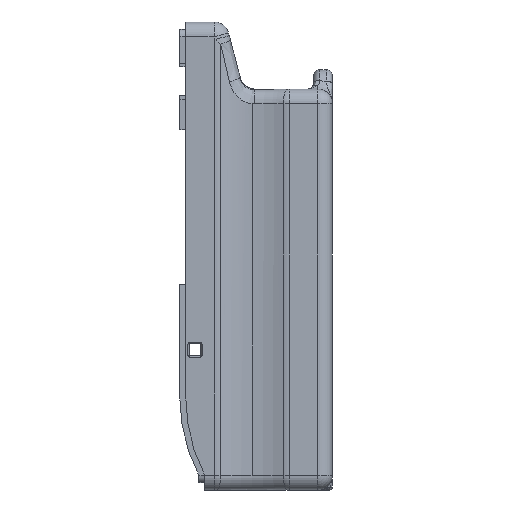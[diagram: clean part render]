
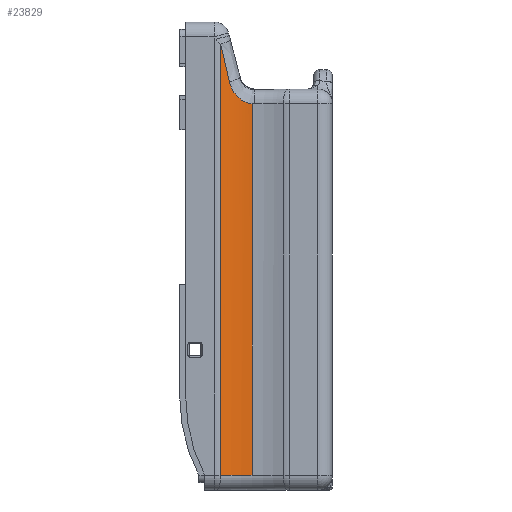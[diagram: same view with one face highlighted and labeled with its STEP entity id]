
A CAD part, left-side view. The second image highlights one B-rep face of the part: STEP entity #23829.
In plain terms, the highlighted cylindrical face has radius 16.591 mm (diameter 33.183 mm), a partial arc.
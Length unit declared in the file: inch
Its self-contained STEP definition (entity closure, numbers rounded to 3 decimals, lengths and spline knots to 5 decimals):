
#26 = DIRECTION ( 'NONE',  ( 0., 0., 1. ) ) ;
#274 = ORIENTED_EDGE ( 'NONE', *, *, #2554, .T. ) ;
#2554 = EDGE_CURVE ( 'NONE', #13698, #17657, #7836, .T. ) ;
#2752 = CARTESIAN_POINT ( 'NONE',  ( -0.82795, -0.12794, 2.61476 ) ) ;
#2891 = CARTESIAN_POINT ( 'NONE',  ( -0.81, -0.27059, 2.46755 ) ) ;
#3139 = DIRECTION ( 'NONE',  ( 0., 1., 0. ) ) ;
#3613 = CARTESIAN_POINT ( 'NONE',  ( -0.83262, -0.10843, 2.7001 ) ) ;
#4736 = CARTESIAN_POINT ( 'NONE',  ( -0.8156, -0.19432, 2.5031 ) ) ;
#5124 = EDGE_CURVE ( 'NONE', #15180, #23869, #9775, .T. ) ;
#5725 = CARTESIAN_POINT ( 'NONE',  ( -0.83818, -0.08915, 2.7844 ) ) ;
#7175 = ORIENTED_EDGE ( 'NONE', *, *, #5124, .T. ) ;
#7477 = EDGE_LOOP ( 'NONE', ( #7175, #25079, #274, #20582, #8403 ) ) ;
#7836 = B_SPLINE_CURVE_WITH_KNOTS ( 'NONE', 3,
 ( #13151, #2891, #14744, #15269, #22803, #12895, #21226, #4736, #11041, #18982, #23201, #25050, #16869, #15015, #24909, #2752 ),
 .UNSPECIFIED., .F., .F.,
 ( 4, 2, 2, 2, 2, 2, 2, 4 ),
 ( 0.0004, 0.00111, 0.00183, 0.00255, 0.00327, 0.00399, 0.00471, 0.00615 ),
 .UNSPECIFIED. ) ;
#8215 = VERTEX_POINT ( 'NONE', #16585 ) ;
#8403 = ORIENTED_EDGE ( 'NONE', *, *, #19327, .F. ) ;
#9142 = CARTESIAN_POINT ( 'NONE',  ( -0.81, -0.28, -0.126 ) ) ;
#9679 = CARTESIAN_POINT ( 'NONE',  ( -0.82795, -0.12794, 2.61476 ) ) ;
#9775 = CIRCLE ( 'NONE', #12305, 0.6532 ) ;
#9935 = FACE_OUTER_BOUND ( 'NONE', #7477, .T. ) ;
#11041 = CARTESIAN_POINT ( 'NONE',  ( -0.8166, -0.18712, 2.50942 ) ) ;
#11643 = CARTESIAN_POINT ( 'NONE',  ( -0.84462, -0.07016, 2.86749 ) ) ;
#12305 = AXIS2_PLACEMENT_3D ( 'NONE', #21090, #18841, #3139 ) ;
#12895 = CARTESIAN_POINT ( 'NONE',  ( -0.81295, -0.21743, 2.48693 ) ) ;
#13151 = CARTESIAN_POINT ( 'NONE',  ( -0.81, -0.28, 2.46656 ) ) ;
#13698 = VERTEX_POINT ( 'NONE', #15216 ) ;
#14744 = CARTESIAN_POINT ( 'NONE',  ( -0.8102, -0.26133, 2.4694 ) ) ;
#15015 = CARTESIAN_POINT ( 'NONE',  ( -0.82541, -0.13867, 2.57849 ) ) ;
#15180 = VERTEX_POINT ( 'NONE', #22009 ) ;
#15216 = CARTESIAN_POINT ( 'NONE',  ( -0.81, -0.28, 2.46656 ) ) ;
#15269 = CARTESIAN_POINT ( 'NONE',  ( -0.81098, -0.24312, 2.47484 ) ) ;
#16076 = EDGE_CURVE ( 'NONE', #17657, #8215, #25624, .T. ) ;
#16585 = CARTESIAN_POINT ( 'NONE',  ( -0.84462, -0.07016, 2.86749 ) ) ;
#16763 = VECTOR ( 'NONE', #26, 39.37008 ) ;
#16869 = CARTESIAN_POINT ( 'NONE',  ( -0.82267, -0.15191, 2.55341 ) ) ;
#17573 = DIRECTION ( 'NONE',  ( 0., 0., 1. ) ) ;
#17657 = VERTEX_POINT ( 'NONE', #22938 ) ;
#17867 = CYLINDRICAL_SURFACE ( 'NONE', #18090, 0.6532 ) ;
#18090 = AXIS2_PLACEMENT_3D ( 'NONE', #20506, #25913, #20375 ) ;
#18841 = DIRECTION ( 'NONE',  ( 0., 0., -1. ) ) ;
#18982 = CARTESIAN_POINT ( 'NONE',  ( -0.81863, -0.17396, 2.52288 ) ) ;
#19327 = EDGE_CURVE ( 'NONE', #15180, #8215, #23652, .T. ) ;
#19738 = VECTOR ( 'NONE', #17573, 39.37008 ) ;
#20375 = DIRECTION ( 'NONE',  ( 1., 0., 0. ) ) ;
#20506 = CARTESIAN_POINT ( 'NONE',  ( -1.4632, -0.28, -0.126 ) ) ;
#20582 = ORIENTED_EDGE ( 'NONE', *, *, #16076, .T. ) ;
#21090 = CARTESIAN_POINT ( 'NONE',  ( -1.4632, -0.28, -0.026 ) ) ;
#21226 = CARTESIAN_POINT ( 'NONE',  ( -0.81377, -0.20947, 2.49188 ) ) ;
#21414 = LINE ( 'NONE', #9142, #19738 ) ;
#22009 = CARTESIAN_POINT ( 'NONE',  ( -0.84462, -0.07016, -0.026 ) ) ;
#22803 = CARTESIAN_POINT ( 'NONE',  ( -0.81155, -0.23421, 2.47842 ) ) ;
#22833 = EDGE_CURVE ( 'NONE', #23869, #13698, #21414, .T. ) ;
#22938 = CARTESIAN_POINT ( 'NONE',  ( -0.82795, -0.12794, 2.61476 ) ) ;
#23201 = CARTESIAN_POINT ( 'NONE',  ( -0.81966, -0.16794, 2.53006 ) ) ;
#23652 = LINE ( 'NONE', #26028, #16763 ) ;
#23829 = ADVANCED_FACE ( 'NONE', ( #9935 ), #17867, .F. ) ;
#23869 = VERTEX_POINT ( 'NONE', #24060 ) ;
#24060 = CARTESIAN_POINT ( 'NONE',  ( -0.81, -0.28, -0.026 ) ) ;
#24909 = CARTESIAN_POINT ( 'NONE',  ( -0.82693, -0.13219, 2.59617 ) ) ;
#25050 = CARTESIAN_POINT ( 'NONE',  ( -0.82167, -0.15693, 2.5453 ) ) ;
#25079 = ORIENTED_EDGE ( 'NONE', *, *, #22833, .T. ) ;
#25624 =( BOUNDED_CURVE ( )  B_SPLINE_CURVE ( 3, ( #9679, #3613, #5725, #11643 ),
 .UNSPECIFIED., .F., .F. ) 
 B_SPLINE_CURVE_WITH_KNOTS ( ( 4, 4 ),
 ( 4.94734, 5.03944 ),
 .UNSPECIFIED. ) 
 CURVE ( )  GEOMETRIC_REPRESENTATION_ITEM ( )  RATIONAL_B_SPLINE_CURVE ( ( 1., 0.999, 0.999, 1. ) ) 
 REPRESENTATION_ITEM ( '' )  );
#25913 = DIRECTION ( 'NONE',  ( 0., 0., 1. ) ) ;
#26028 = CARTESIAN_POINT ( 'NONE',  ( -0.84462, -0.07016, -0.126 ) ) ;
